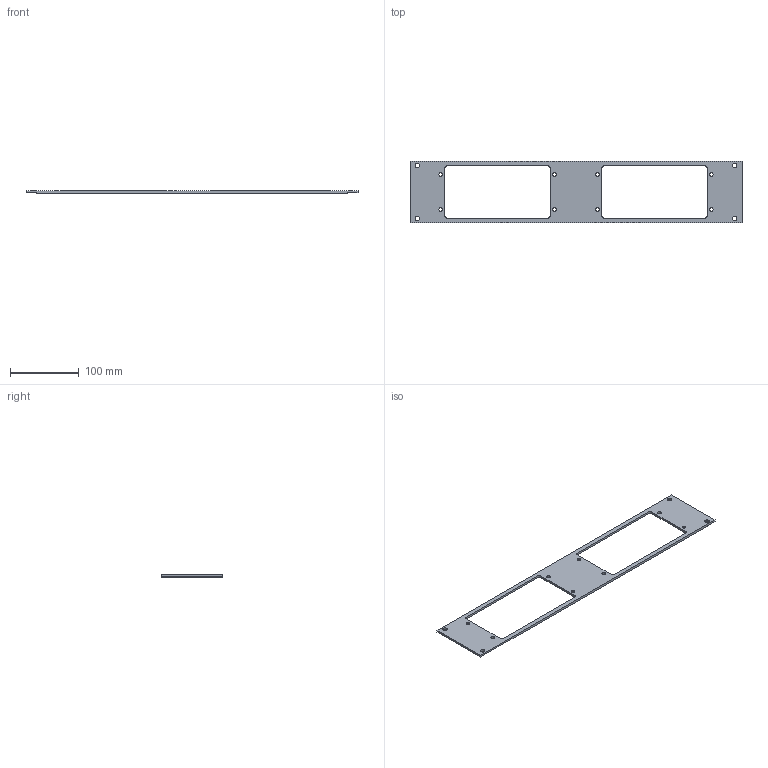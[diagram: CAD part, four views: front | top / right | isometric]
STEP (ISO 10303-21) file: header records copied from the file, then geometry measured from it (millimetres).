
FILE_DESCRIPTION (( 'STEP AP214' ), '1' );
FILE_NAME ('399-715.STEP', '2018-05-11T13:45:54', ( '' ), ( '' ), 'SwSTEP 2.0', 'SolidWorks 2013', '' );
FILE_SCHEMA (( 'AUTOMOTIVE_DESIGN' ));
Length unit declared in the file: inch
Products named in the file (1): 399-715
Bounding box: 482.6 x 88.9 x 3.17 mm (x, y, z)
Volume: 60975.6 mm3; surface area: 45983.3 mm2
Topology: 1 solids, 1 shells, 38 faces, 110 edges, 74 vertices
Faces by surface type: cylinder 20, plane 18
Full cylindrical faces by diameter (mm): 5.334 x8, 6.35 x4
Entity records: 1730 total; most frequent: DIRECTION 214, CARTESIAN_POINT 207, ORIENTED_EDGE 192, EDGE_CURVE 96, AXIS2_PLACEMENT_3D 79, EDGE_LOOP 78, VERTEX_POINT 72, LINE 56
